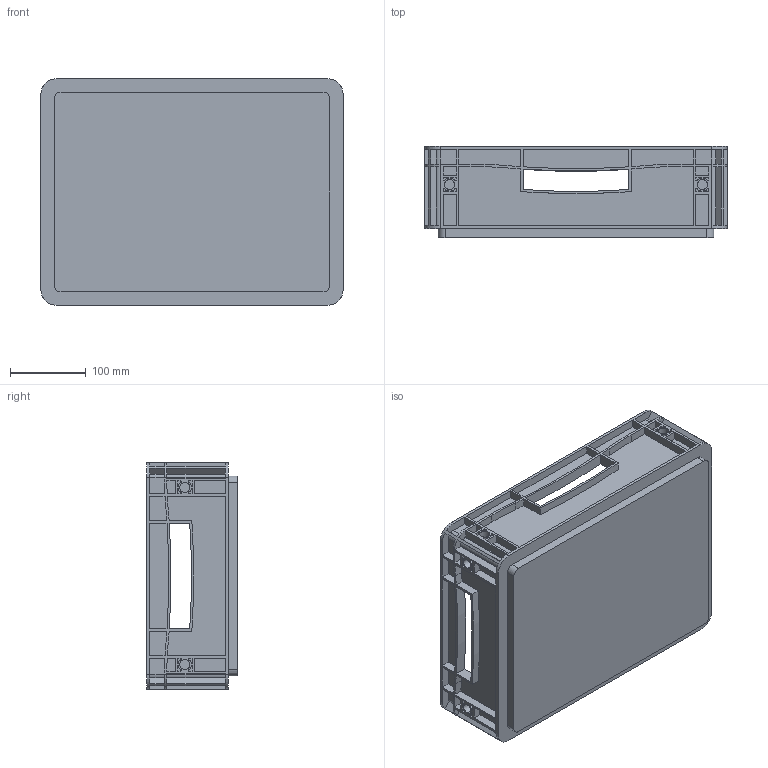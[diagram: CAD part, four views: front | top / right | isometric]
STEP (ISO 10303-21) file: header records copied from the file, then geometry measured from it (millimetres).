
FILE_DESCRIPTION (( 'STEP AP214' ), '1' );
FILE_NAME ('40 x 30 x 12 - EG 43-12 HO (All opened) [similar].STEP', '2022-04-18T16:30:41', ( '' ), ( '' ), 'SwSTEP 2.0', 'SolidWorks 2021', '' );
FILE_SCHEMA (( 'AUTOMOTIVE_DESIGN' ));
Length unit declared in the file: millimetre
Products named in the file (1): 40 x 30 x 12 - EG 43-12 HO (All opened) [similar]
Bounding box: 399 x 120 x 299 mm (x, y, z)
Volume: 1223537.4 mm3; surface area: 640426.2 mm2
Topology: 1 solids, 1 shells, 601 faces, 1572 edges, 1048 vertices
Faces by surface type: plane 401, cylinder 200
Entity records: 18548 total; most frequent: CARTESIAN_POINT 3222, DIRECTION 3208, ORIENTED_EDGE 3144, EDGE_CURVE 1572, VECTOR 1140, LINE 1140, VERTEX_POINT 1048, AXIS2_PLACEMENT_3D 1034
